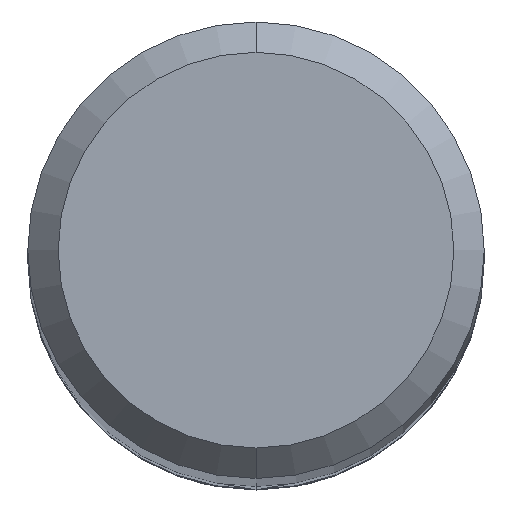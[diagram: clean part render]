
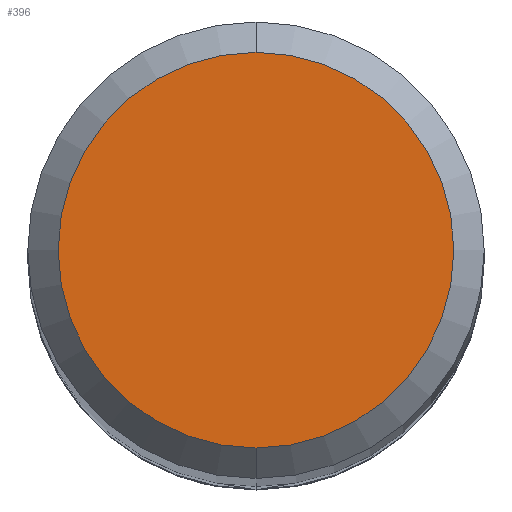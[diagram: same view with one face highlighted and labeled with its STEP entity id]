
A CAD part, top view. The second image highlights one B-rep face of the part: STEP entity #396.
In plain terms, the highlighted planar face has unit normal (0, 0, 1).
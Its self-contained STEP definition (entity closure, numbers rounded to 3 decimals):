
#306=VERTEX_POINT('',#637);
#362=VERTEX_POINT('',#703);
#366=EDGE_CURVE('',#362,#306,#707,.T.);
#386=EDGE_CURVE('',#306,#362,#729,.T.);
#396=ADVANCED_FACE('',(#740),#741,.T.);
#637=CARTESIAN_POINT('',(0.,-2.6,0.0));
#703=CARTESIAN_POINT('',(0.0,2.6,0.0));
#707=CIRCLE('',#1259,2.6);
#729=CIRCLE('',#1294,2.6);
#740=FACE_OUTER_BOUND('',#1307,.T.);
#741=PLANE('',#1308);
#1259=AXIS2_PLACEMENT_3D('',#1719,#1720,#1721);
#1294=AXIS2_PLACEMENT_3D('',#1752,#1753,#1754);
#1307=EDGE_LOOP('',(#1765,#1766));
#1308=AXIS2_PLACEMENT_3D('',#1767,#1768,#1769);
#1719=CARTESIAN_POINT('',(0.0,0.0,0.0));
#1720=DIRECTION('',(0.0,0.0,-1.0));
#1721=DIRECTION('',(0.0,1.0,0.0));
#1752=CARTESIAN_POINT('',(0.0,0.0,0.0));
#1753=DIRECTION('',(0.0,0.0,-1.0));
#1754=DIRECTION('',(0.0,1.0,0.0));
#1765=ORIENTED_EDGE('',*,*,#366,.F.);
#1766=ORIENTED_EDGE('',*,*,#386,.F.);
#1767=CARTESIAN_POINT('',(0.0,1.3,0.0));
#1768=DIRECTION('',(-0.0,0.0,1.0));
#1769=DIRECTION('',(0.0,-1.0,0.0));
